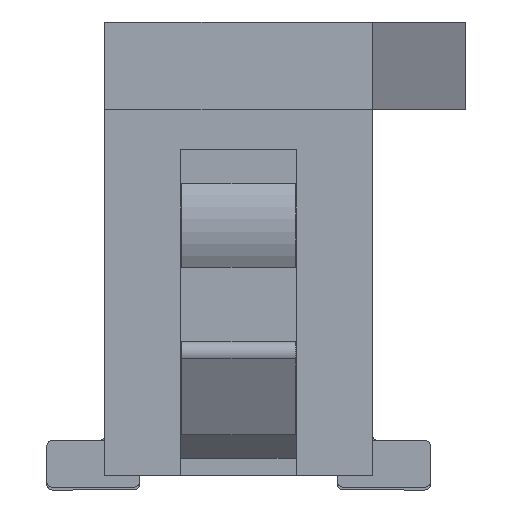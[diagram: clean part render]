
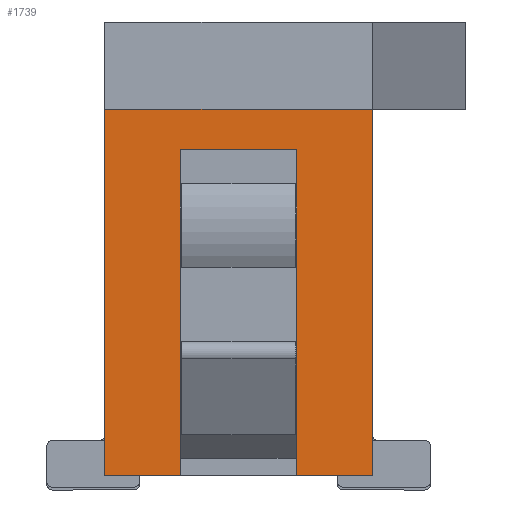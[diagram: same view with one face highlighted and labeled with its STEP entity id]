
A CAD part, left-side view. The second image highlights one B-rep face of the part: STEP entity #1739.
In plain terms, the highlighted planar face has unit normal (-1, 0, 0).
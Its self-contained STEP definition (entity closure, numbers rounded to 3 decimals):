
#1739 = ADVANCED_FACE( '', ( #3609 ), #3610, .F. );
#3609 = FACE_OUTER_BOUND( '', #5682, .T. );
#3610 = PLANE( '', #5683 );
#5682 = EDGE_LOOP( '', ( #10587, #10588, #10589, #10590, #10591, #10592, #10593, #10594 ) );
#5683 = AXIS2_PLACEMENT_3D( '', #10595, #10596, #10597 );
#10587 = ORIENTED_EDGE( '', *, *, #15655, .F. );
#10588 = ORIENTED_EDGE( '', *, *, #16208, .F. );
#10589 = ORIENTED_EDGE( '', *, *, #15892, .F. );
#10590 = ORIENTED_EDGE( '', *, *, #15422, .T. );
#10591 = ORIENTED_EDGE( '', *, *, #15648, .F. );
#10592 = ORIENTED_EDGE( '', *, *, #16209, .F. );
#10593 = ORIENTED_EDGE( '', *, *, #16210, .T. );
#10594 = ORIENTED_EDGE( '', *, *, #16211, .T. );
#10595 = CARTESIAN_POINT( '', ( -9.75, -1.15, 1.575 ) );
#10596 = DIRECTION( '', ( 1., 0., 0. ) );
#10597 = DIRECTION( '', ( 0., 0., -1. ) );
#15422 = EDGE_CURVE( '', #19514, #19512, #19515, .T. );
#15648 = EDGE_CURVE( '', #19858, #19512, #19860, .T. );
#15655 = EDGE_CURVE( '', #19871, #19853, #19873, .T. );
#15892 = EDGE_CURVE( '', #19514, #20219, #20220, .T. );
#16208 = EDGE_CURVE( '', #20219, #19871, #20657, .T. );
#16209 = EDGE_CURVE( '', #20658, #19858, #20659, .T. );
#16210 = EDGE_CURVE( '', #20658, #20660, #20661, .T. );
#16211 = EDGE_CURVE( '', #20660, #19853, #20662, .T. );
#19512 = VERTEX_POINT( '', #25255 );
#19514 = VERTEX_POINT( '', #25258 );
#19515 = LINE( '', #25259, #25260 );
#19853 = VERTEX_POINT( '', #25767 );
#19858 = VERTEX_POINT( '', #25774 );
#19860 = LINE( '', #25777, #25778 );
#19871 = VERTEX_POINT( '', #25794 );
#19873 = LINE( '', #25797, #25798 );
#20219 = VERTEX_POINT( '', #26315 );
#20220 = LINE( '', #26316, #26317 );
#20657 = LINE( '', #26985, #26986 );
#20658 = VERTEX_POINT( '', #26987 );
#20659 = LINE( '', #26988, #26989 );
#20660 = VERTEX_POINT( '', #26990 );
#20661 = LINE( '', #26991, #26992 );
#20662 = LINE( '', #26993, #26994 );
#25255 = CARTESIAN_POINT( '', ( -9.75, -0.5, -1.575 ) );
#25258 = CARTESIAN_POINT( '', ( -9.75, -0.5, 1.225 ) );
#25259 = CARTESIAN_POINT( '', ( -9.75, -0.5, 1.225 ) );
#25260 = VECTOR( '', #29858, 1000. );
#25767 = CARTESIAN_POINT( '', ( -9.75, 1.15, -1.575 ) );
#25774 = CARTESIAN_POINT( '', ( -9.75, -1.15, -1.575 ) );
#25777 = CARTESIAN_POINT( '', ( -9.75, -1.15, -1.575 ) );
#25778 = VECTOR( '', #30034, 1000. );
#25794 = CARTESIAN_POINT( '', ( -9.75, 0.5, -1.575 ) );
#25797 = CARTESIAN_POINT( '', ( -9.75, -1.15, -1.575 ) );
#25798 = VECTOR( '', #30041, 1000. );
#26315 = CARTESIAN_POINT( '', ( -9.75, 0.5, 1.225 ) );
#26316 = CARTESIAN_POINT( '', ( -9.75, -0.5, 1.225 ) );
#26317 = VECTOR( '', #30234, 1000. );
#26985 = CARTESIAN_POINT( '', ( -9.75, 0.5, 1.225 ) );
#26986 = VECTOR( '', #30499, 1000. );
#26987 = CARTESIAN_POINT( '', ( -9.75, -1.15, 1.575 ) );
#26988 = CARTESIAN_POINT( '', ( -9.75, -1.15, 1.575 ) );
#26989 = VECTOR( '', #30500, 1000. );
#26990 = CARTESIAN_POINT( '', ( -9.75, 1.15, 1.575 ) );
#26991 = CARTESIAN_POINT( '', ( -9.75, -1.15, 1.575 ) );
#26992 = VECTOR( '', #30501, 1000. );
#26993 = CARTESIAN_POINT( '', ( -9.75, 1.15, 1.575 ) );
#26994 = VECTOR( '', #30502, 1000. );
#29858 = DIRECTION( '', ( 0., 0., -1. ) );
#30034 = DIRECTION( '', ( 0., 1., 0. ) );
#30041 = DIRECTION( '', ( 0., 1., 0. ) );
#30234 = DIRECTION( '', ( 0., 1., 0. ) );
#30499 = DIRECTION( '', ( 0., 0., -1. ) );
#30500 = DIRECTION( '', ( 0., 0., -1. ) );
#30501 = DIRECTION( '', ( 0., 1., 0. ) );
#30502 = DIRECTION( '', ( 0., 0., -1. ) );
